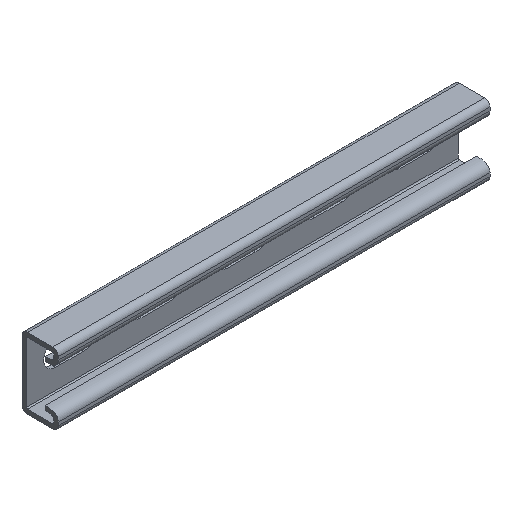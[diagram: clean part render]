
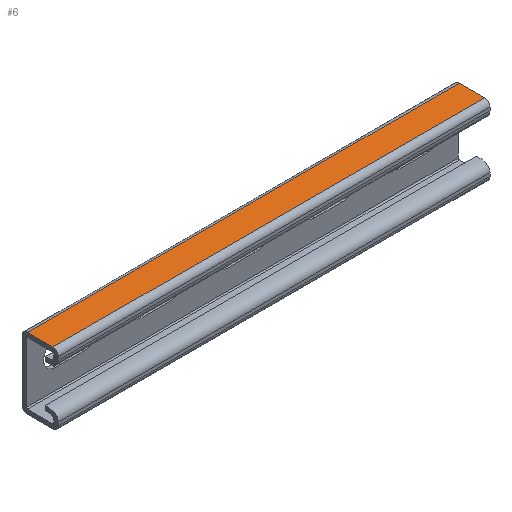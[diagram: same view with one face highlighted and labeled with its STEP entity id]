
A CAD part, isometric view. The second image highlights one B-rep face of the part: STEP entity #6.
In plain terms, the highlighted planar face has unit normal (0, 0, 1).
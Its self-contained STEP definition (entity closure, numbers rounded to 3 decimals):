
#6 = ADVANCED_FACE ( 'NONE', ( #1344 ), #673, .F. ) ;
#13 = VECTOR ( 'NONE', #1422, 1000. ) ;
#34 = ORIENTED_EDGE ( 'NONE', *, *, #1700, .T. ) ;
#175 = VERTEX_POINT ( 'NONE', #1392 ) ;
#179 = CARTESIAN_POINT ( 'NONE',  ( 250., 0., 29.396 ) ) ;
#194 = VERTEX_POINT ( 'NONE', #1237 ) ;
#197 = LINE ( 'NONE', #1250, #1337 ) ;
#256 = VERTEX_POINT ( 'NONE', #905 ) ;
#264 = ORIENTED_EDGE ( 'NONE', *, *, #886, .F. ) ;
#435 = DIRECTION ( 'NONE',  ( 0., 0., -1. ) ) ;
#629 = LINE ( 'NONE', #888, #1127 ) ;
#673 = PLANE ( 'NONE',  #1649 ) ;
#684 = DIRECTION ( 'NONE',  ( -1., 0., 0. ) ) ;
#725 = ORIENTED_EDGE ( 'NONE', *, *, #1340, .T. ) ;
#789 = ORIENTED_EDGE ( 'NONE', *, *, #1510, .F. ) ;
#797 = CARTESIAN_POINT ( 'NONE',  ( 250., -4.062, 29.396 ) ) ;
#886 = EDGE_CURVE ( 'NONE', #175, #1665, #629, .T. ) ;
#888 = CARTESIAN_POINT ( 'NONE',  ( 250., 0., 29.396 ) ) ;
#905 = CARTESIAN_POINT ( 'NONE',  ( 0., 10.657, 29.396 ) ) ;
#956 = DIRECTION ( 'NONE',  ( 0., -1., 0. ) ) ;
#992 = VECTOR ( 'NONE', #684, 1000. ) ;
#1047 = DIRECTION ( 'NONE',  ( 0., -1., 0. ) ) ;
#1127 = VECTOR ( 'NONE', #1047, 1000. ) ;
#1140 = CARTESIAN_POINT ( 'NONE',  ( 250., -4.062, 29.396 ) ) ;
#1213 = DIRECTION ( 'NONE',  ( 0., 1., 0. ) ) ;
#1215 = CARTESIAN_POINT ( 'NONE',  ( 250., 10.657, 29.396 ) ) ;
#1237 = CARTESIAN_POINT ( 'NONE',  ( 0., -4.062, 29.396 ) ) ;
#1250 = CARTESIAN_POINT ( 'NONE',  ( 0., 0., 29.396 ) ) ;
#1272 = LINE ( 'NONE', #1140, #13 ) ;
#1337 = VECTOR ( 'NONE', #956, 1000. ) ;
#1340 = EDGE_CURVE ( 'NONE', #256, #194, #197, .T. ) ;
#1344 = FACE_OUTER_BOUND ( 'NONE', #1635, .T. ) ;
#1392 = CARTESIAN_POINT ( 'NONE',  ( 250., 10.657, 29.396 ) ) ;
#1422 = DIRECTION ( 'NONE',  ( -1., 0., 0. ) ) ;
#1500 = LINE ( 'NONE', #1215, #992 ) ;
#1510 = EDGE_CURVE ( 'NONE', #1665, #194, #1272, .T. ) ;
#1635 = EDGE_LOOP ( 'NONE', ( #725, #789, #264, #34 ) ) ;
#1649 = AXIS2_PLACEMENT_3D ( 'NONE', #179, #435, #1213 ) ;
#1665 = VERTEX_POINT ( 'NONE', #797 ) ;
#1700 = EDGE_CURVE ( 'NONE', #175, #256, #1500, .T. ) ;
